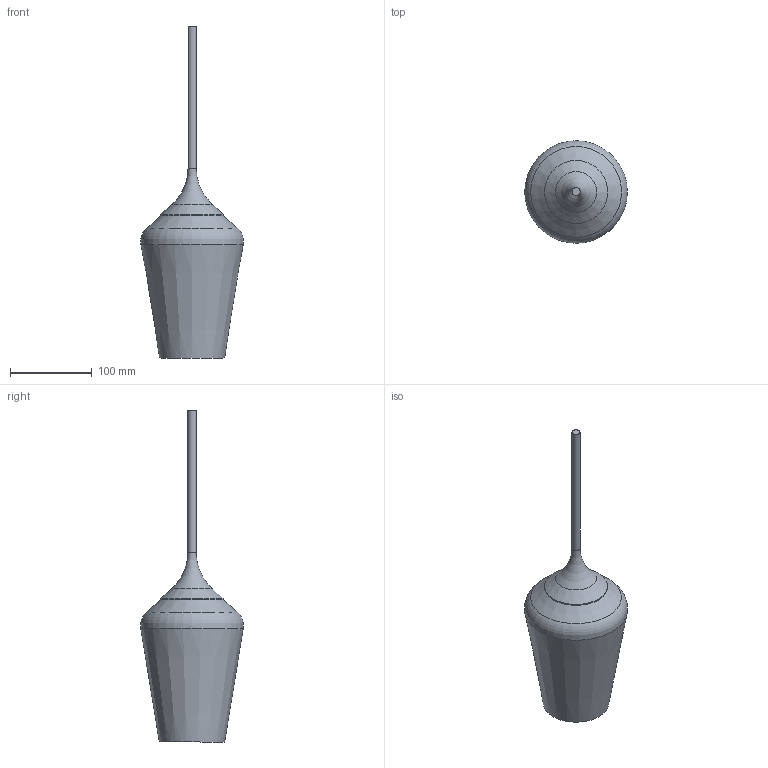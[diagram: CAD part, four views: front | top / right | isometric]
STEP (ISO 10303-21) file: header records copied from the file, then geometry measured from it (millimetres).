
FILE_DESCRIPTION(/* description */ ('This is a sample STEP configuration'),/* implementation_level */ '2;1');
FILE_NAME(/* name */ '110-01111xxxxxxxx SIMPLE.ipt_Rev_00.1.stp',/* time_stamp */ '2023-04-26T12:45:57+02:00',/* author */ ('powerJobs'),/* organization */ ('coolOrange'),/* preprocessor_version */ 'ST-DEVELOPER v19.2',/* originating_system */ 'Autodesk Inventor 2023',/* authorisation */ '');
FILE_SCHEMA (('AUTOMOTIVE_DESIGN { 1 0 10303 214 3 1 1 }'));
Length unit declared in the file: millimetre
Products named in the file (1): ENG000025993
Bounding box: 125.75 x 125.47 x 406.36 mm (x, y, z)
Volume: 295463.2 mm3; surface area: 134819.1 mm2
Topology: 1 solids, 1 shells, 17 faces, 37 edges, 23 vertices
Faces by surface type: cone 8, torus 4, plane 3, cylinder 2
Full cylindrical faces by diameter (mm): 10 x1, 77.255 x1
Entity records: 521 total; most frequent: DIRECTION 100, CARTESIAN_POINT 78, ORIENTED_EDGE 74, AXIS2_PLACEMENT_3D 45, EDGE_CURVE 37, CIRCLE 27, VERTEX_POINT 23, EDGE_LOOP 18
